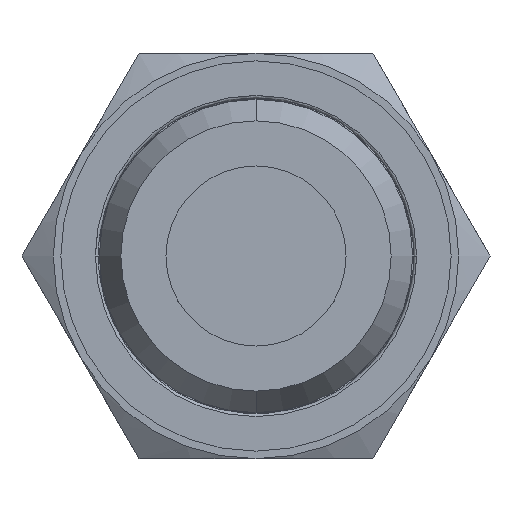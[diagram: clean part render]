
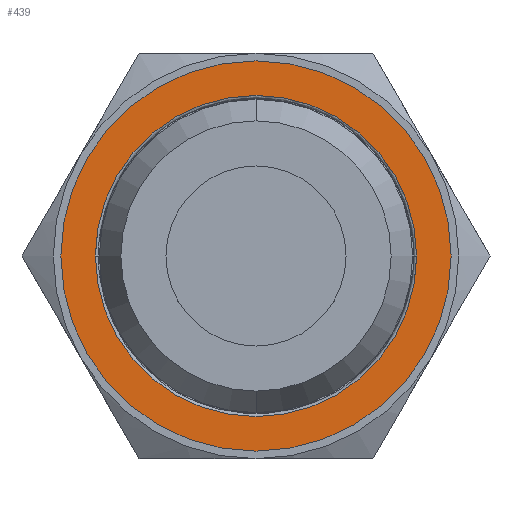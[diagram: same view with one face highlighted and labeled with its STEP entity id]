
A CAD part, front view. The second image highlights one B-rep face of the part: STEP entity #439.
In plain terms, the highlighted planar face has unit normal (0, -1, 0).
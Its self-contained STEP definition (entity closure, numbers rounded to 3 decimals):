
#439 = ADVANCED_FACE ( 'NONE', ( #1901, #1908 ), #1307, .T. ) ;
#1082 = AXIS2_PLACEMENT_3D ( 'NONE', #1314, #1315, #1316 ) ;
#1221 = AXIS2_PLACEMENT_3D ( 'NONE', #2939, #2940, #2941 ) ;
#1222 = AXIS2_PLACEMENT_3D ( 'NONE', #2942, #2943, #2944 ) ;
#1307 = PLANE ( 'NONE',  #1082 ) ;
#1314 = CARTESIAN_POINT ( 'NONE',  ( 0., 9.4, 0. ) ) ;
#1315 = DIRECTION ( 'NONE',  ( 0., -1., 0. ) ) ;
#1316 = DIRECTION ( 'NONE',  ( 1., 0., 0. ) ) ;
#1422 = EDGE_LOOP ( 'NONE', ( #3121, #3120 ) ) ;
#1423 = EDGE_LOOP ( 'NONE', ( #3123, #3122 ) ) ;
#1521 = EDGE_CURVE ( 'NONE', #2973, #2972, #1942, .T. ) ;
#1522 = EDGE_CURVE ( 'NONE', #2988, #2985, #1943, .T. ) ;
#1901 = FACE_BOUND ( 'NONE', #1423, .T. ) ;
#1908 = FACE_OUTER_BOUND ( 'NONE', #1422, .T. ) ;
#1942 = CIRCLE ( 'NONE', #1221, 10.7 ) ;
#1943 = CIRCLE ( 'NONE', #1222, 13. ) ;
#2599 = CARTESIAN_POINT ( 'NONE',  ( -10.7, 9.4, 0. ) ) ;
#2600 = CARTESIAN_POINT ( 'NONE',  ( 10.7, 9.4, 0. ) ) ;
#2612 = CARTESIAN_POINT ( 'NONE',  ( 13., 9.4, 0. ) ) ;
#2615 = CARTESIAN_POINT ( 'NONE',  ( -13., 9.4, 0. ) ) ;
#2846 = EDGE_CURVE ( 'NONE', #2972, #2973, #3906, .T. ) ;
#2860 = EDGE_CURVE ( 'NONE', #2985, #2988, #3925, .T. ) ;
#2939 = CARTESIAN_POINT ( 'NONE',  ( 0., 9.4, 0. ) ) ;
#2940 = DIRECTION ( 'NONE',  ( 0., 1., 0. ) ) ;
#2941 = DIRECTION ( 'NONE',  ( 1., 0., 0. ) ) ;
#2942 = CARTESIAN_POINT ( 'NONE',  ( 0., 9.4, 0. ) ) ;
#2943 = DIRECTION ( 'NONE',  ( 0., -1., 0. ) ) ;
#2944 = DIRECTION ( 'NONE',  ( 1., 0., 0. ) ) ;
#2972 = VERTEX_POINT ( 'NONE', #2599 ) ;
#2973 = VERTEX_POINT ( 'NONE', #2600 ) ;
#2985 = VERTEX_POINT ( 'NONE', #2612 ) ;
#2988 = VERTEX_POINT ( 'NONE', #2615 ) ;
#3120 = ORIENTED_EDGE ( 'NONE', *, *, #2860, .T. ) ;
#3121 = ORIENTED_EDGE ( 'NONE', *, *, #1522, .T. ) ;
#3122 = ORIENTED_EDGE ( 'NONE', *, *, #2846, .T. ) ;
#3123 = ORIENTED_EDGE ( 'NONE', *, *, #1521, .T. ) ;
#3906 = CIRCLE ( 'NONE', #4073, 10.7 ) ;
#3920 = CARTESIAN_POINT ( 'NONE',  ( 0., 9.4, 0. ) ) ;
#3922 = DIRECTION ( 'NONE',  ( 0., 1., 0. ) ) ;
#3924 = DIRECTION ( 'NONE',  ( 1., 0., 0. ) ) ;
#3925 = CIRCLE ( 'NONE', #4087, 13. ) ;
#4011 = CARTESIAN_POINT ( 'NONE',  ( 0., 9.4, 0. ) ) ;
#4012 = DIRECTION ( 'NONE',  ( 0., -1., 0. ) ) ;
#4013 = DIRECTION ( 'NONE',  ( 1., 0., 0. ) ) ;
#4073 = AXIS2_PLACEMENT_3D ( 'NONE', #3920, #3922, #3924 ) ;
#4087 = AXIS2_PLACEMENT_3D ( 'NONE', #4011, #4012, #4013 ) ;
